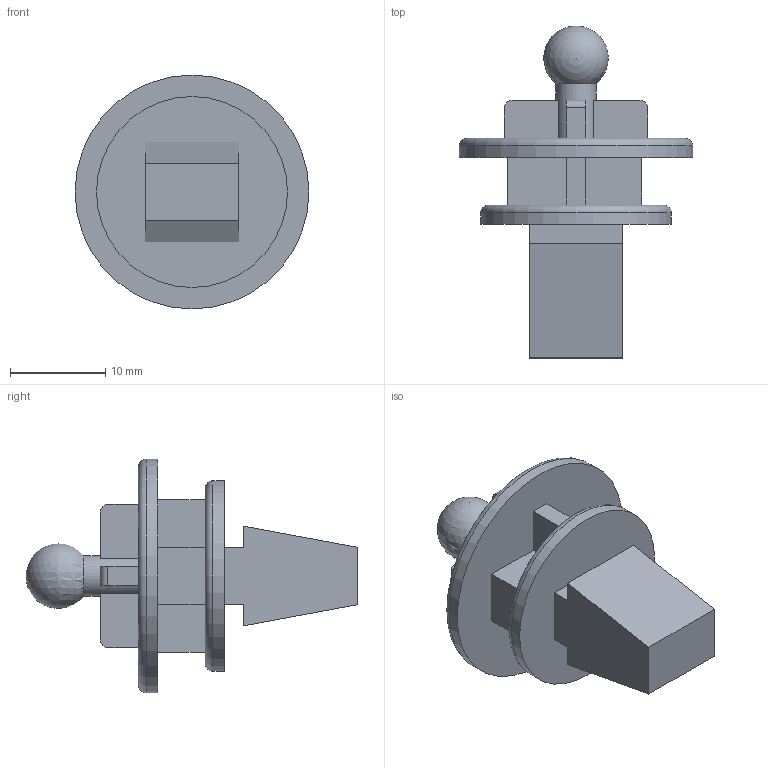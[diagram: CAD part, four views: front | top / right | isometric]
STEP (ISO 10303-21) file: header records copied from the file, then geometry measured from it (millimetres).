
FILE_DESCRIPTION(/* description */ (''),/* implementation_level */ '2;1');
FILE_NAME(/* name */ 'Ford Focus Mk1 Hatchback Parcel Shelf Hanger Clip v1.step',/* time_stamp */ '2024-05-12T20:34:41-04:00',/* author */ (''),/* organization */ (''),/* preprocessor_version */ 'ST-DEVELOPER v20',/* originating_system */ 'Autodesk Translation Framework v12.20.1.177',/* authorisation */ '');
FILE_SCHEMA (('AUTOMOTIVE_DESIGN { 1 0 10303 214 3 1 1 }'));
Length unit declared in the file: millimetre
Products named in the file (1): Ford Focus Mk1 Hatchback Parcel Shelf Hanger Clip
Bounding box: 24.5 x 34.78 x 24.5 mm (x, y, z)
Volume: 3564.6 mm3; surface area: 2803.1 mm2
Topology: 1 solids, 1 shells, 51 faces, 138 edges, 92 vertices
Faces by surface type: plane 41, cylinder 7, torus 2, sphere 1
Full cylindrical faces by diameter (mm): 4.2 x1, 20 x1, 24.5 x1
Entity records: 1624 total; most frequent: CARTESIAN_POINT 280, ORIENTED_EDGE 272, DIRECTION 269, EDGE_CURVE 136, LINE 107, VECTOR 107, VERTEX_POINT 92, AXIS2_PLACEMENT_3D 81
